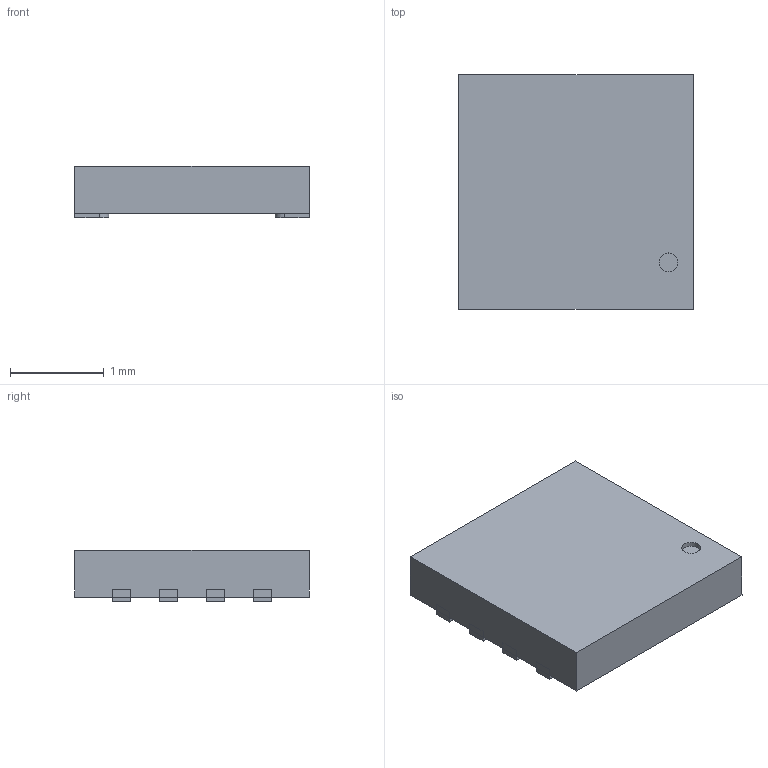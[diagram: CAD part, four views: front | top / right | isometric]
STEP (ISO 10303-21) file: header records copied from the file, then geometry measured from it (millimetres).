
FILE_DESCRIPTION(/* description */ (''),/* implementation_level */ '2;1');
FILE_NAME(/* name */ 'USON8_2.5x2.5.step',/* time_stamp */ '2020-10-31T17:08:54-07:00',/* author */ (''),/* organization */ (''),/* preprocessor_version */ 'ST-DEVELOPER v18.1',/* originating_system */ 'Autodesk Translation Framework v9.3.0.1241',/* authorisation */ '');
FILE_SCHEMA (('AUTOMOTIVE_DESIGN { 1 0 10303 214 3 1 1 }'));
Length unit declared in the file: millimetre
Products named in the file (5): USON8_2.5x2.5; USON8; Body; Pin1; Pin1(Mirror)
Assembly tree (10 placements, depth 3):
  USON8_2.5x2.5
    USON8
      Body
      Pin1  x4
      Pin1(Mirror)  x4
Bounding box: 2.5 x 2.5 x 0.55 mm (x, y, z)
Volume: 3.2 mm3; surface area: 19.7 mm2
Topology: 9 solids, 9 shells, 64 faces, 127 edges, 82 vertices
Faces by surface type: plane 47, cylinder 17
Full cylindrical faces by diameter (mm): 0.2 x1
Entity records: 758 total; most frequent: DIRECTION 125, CARTESIAN_POINT 108, ORIENTED_EDGE 86, AXIS2_PLACEMENT_3D 45, EDGE_CURVE 43, LINE 35, VECTOR 35, VERTEX_POINT 28
